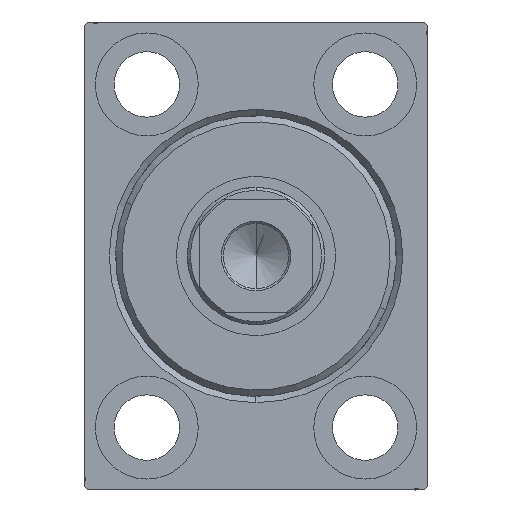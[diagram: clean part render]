
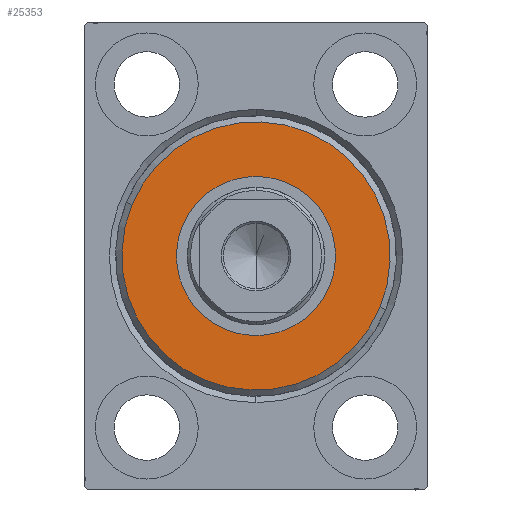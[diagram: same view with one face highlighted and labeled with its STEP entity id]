
A CAD part, left-side view. The second image highlights one B-rep face of the part: STEP entity #25353.
In plain terms, the highlighted face is planar.
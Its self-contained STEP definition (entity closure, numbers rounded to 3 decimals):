
#646 = EDGE_CURVE ( 'NONE', #40752, #41387, #14983, .T. ) ;
#1417 = CARTESIAN_POINT ( 'NONE',  ( 3., 0., 0. ) ) ;
#1548 = CARTESIAN_POINT ( 'NONE',  ( 3., 0., 0. ) ) ;
#5899 = EDGE_CURVE ( 'NONE', #24585, #25777, #34835, .T. ) ;
#7835 = DIRECTION ( 'NONE',  ( 0., 0., -1. ) ) ;
#8057 = ORIENTED_EDGE ( 'NONE', *, *, #646, .T. ) ;
#9886 = CARTESIAN_POINT ( 'NONE',  ( 3., 0., -21.5 ) ) ;
#9928 = DIRECTION ( 'NONE',  ( 1., 0., 0. ) ) ;
#12055 = ORIENTED_EDGE ( 'NONE', *, *, #13911, .T. ) ;
#13898 = CIRCLE ( 'NONE', #38502, 21.5 ) ;
#13911 = EDGE_CURVE ( 'NONE', #25777, #24585, #26494, .T. ) ;
#14211 = CARTESIAN_POINT ( 'NONE',  ( 3., 0., 12.75 ) ) ;
#14983 = CIRCLE ( 'NONE', #39587, 21.5 ) ;
#15839 = AXIS2_PLACEMENT_3D ( 'NONE', #1548, #41226, #24486 ) ;
#16308 = PLANE ( 'NONE',  #17228 ) ;
#16742 = DIRECTION ( 'NONE',  ( 1., 0., 0. ) ) ;
#17228 = AXIS2_PLACEMENT_3D ( 'NONE', #33049, #9928, #36577 ) ;
#19631 = FACE_BOUND ( 'NONE', #37520, .T. ) ;
#20058 = CARTESIAN_POINT ( 'NONE',  ( 3., 0., 0. ) ) ;
#20612 = CARTESIAN_POINT ( 'NONE',  ( 3., 0., 0. ) ) ;
#22810 = CARTESIAN_POINT ( 'NONE',  ( 3., 0., -12.75 ) ) ;
#22936 = EDGE_LOOP ( 'NONE', ( #24316, #8057 ) ) ;
#24316 = ORIENTED_EDGE ( 'NONE', *, *, #38421, .T. ) ;
#24486 = DIRECTION ( 'NONE',  ( 0., 0., -1. ) ) ;
#24585 = VERTEX_POINT ( 'NONE', #22810 ) ;
#25353 = ADVANCED_FACE ( 'NONE', ( #28499, #19631 ), #16308, .T. ) ;
#25777 = VERTEX_POINT ( 'NONE', #14211 ) ;
#26494 = CIRCLE ( 'NONE', #34247, 12.75 ) ;
#28499 = FACE_OUTER_BOUND ( 'NONE', #22936, .T. ) ;
#28728 = DIRECTION ( 'NONE',  ( 0., 0., -1. ) ) ;
#29258 = CARTESIAN_POINT ( 'NONE',  ( 3., 0., 21.5 ) ) ;
#33049 = CARTESIAN_POINT ( 'NONE',  ( 3., 0., 0. ) ) ;
#34247 = AXIS2_PLACEMENT_3D ( 'NONE', #1417, #41308, #28728 ) ;
#34268 = DIRECTION ( 'NONE',  ( 1., 0., 0. ) ) ;
#34835 = CIRCLE ( 'NONE', #15839, 12.75 ) ;
#35137 = ORIENTED_EDGE ( 'NONE', *, *, #5899, .T. ) ;
#36577 = DIRECTION ( 'NONE',  ( 0., 0., -1. ) ) ;
#37520 = EDGE_LOOP ( 'NONE', ( #12055, #35137 ) ) ;
#38421 = EDGE_CURVE ( 'NONE', #41387, #40752, #13898, .T. ) ;
#38502 = AXIS2_PLACEMENT_3D ( 'NONE', #20058, #16742, #39862 ) ;
#39587 = AXIS2_PLACEMENT_3D ( 'NONE', #20612, #34268, #7835 ) ;
#39862 = DIRECTION ( 'NONE',  ( 0., 0., -1. ) ) ;
#40752 = VERTEX_POINT ( 'NONE', #9886 ) ;
#41226 = DIRECTION ( 'NONE',  ( -1., 0., 0. ) ) ;
#41308 = DIRECTION ( 'NONE',  ( -1., 0., 0. ) ) ;
#41387 = VERTEX_POINT ( 'NONE', #29258 ) ;
